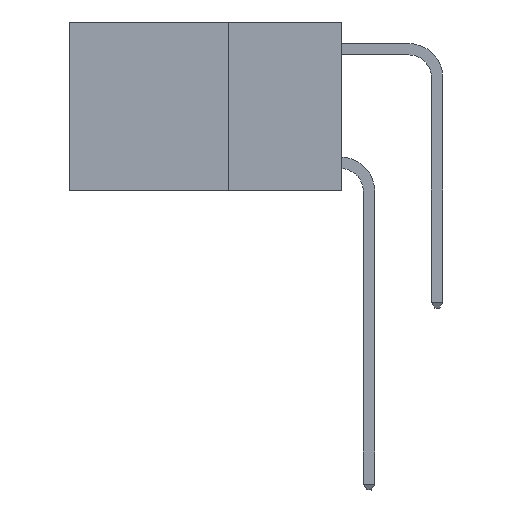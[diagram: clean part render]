
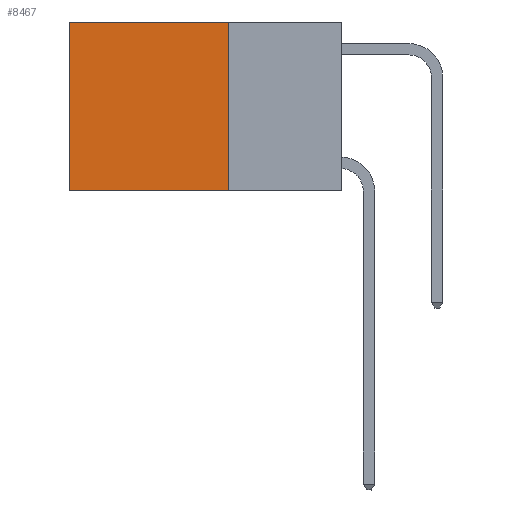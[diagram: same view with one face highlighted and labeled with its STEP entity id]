
A CAD part, left-side view. The second image highlights one B-rep face of the part: STEP entity #8467.
In plain terms, the highlighted planar face has unit normal (-1, 0, 0).
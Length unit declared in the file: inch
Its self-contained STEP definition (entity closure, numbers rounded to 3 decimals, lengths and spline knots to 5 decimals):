
#417 = EDGE_CURVE ( 'NONE', #6587, #12639, #7357, .T. ) ;
#1097 = LINE ( 'NONE', #8650, #16075 ) ;
#2697 = CARTESIAN_POINT ( 'NONE',  ( 0.2625, 0.25, 0. ) ) ;
#3800 = VECTOR ( 'NONE', #22647, 39.37008 ) ;
#4538 = EDGE_LOOP ( 'NONE', ( #19124, #16292, #18947, #13547 ) ) ;
#4851 = EDGE_CURVE ( 'NONE', #24554, #6587, #21171, .T. ) ;
#6291 = CARTESIAN_POINT ( 'NONE',  ( 0.2625, 0.25, 0. ) ) ;
#6339 = CARTESIAN_POINT ( 'NONE',  ( 0.2625, 0.6, 0. ) ) ;
#6587 = VERTEX_POINT ( 'NONE', #7069 ) ;
#7069 = CARTESIAN_POINT ( 'NONE',  ( 0.2625, 0.25, -0.37 ) ) ;
#7357 = LINE ( 'NONE', #15056, #3800 ) ;
#7636 = EDGE_CURVE ( 'NONE', #24554, #18465, #11035, .T. ) ;
#8281 = PLANE ( 'NONE',  #24014 ) ;
#8467 = ADVANCED_FACE ( 'NONE', ( #17947 ), #8281, .F. ) ;
#8650 = CARTESIAN_POINT ( 'NONE',  ( 0.2625, 0.6, 0. ) ) ;
#9864 = EDGE_CURVE ( 'NONE', #18465, #12639, #1097, .T. ) ;
#10237 = DIRECTION ( 'NONE',  ( 1., 0., 0. ) ) ;
#10379 = CARTESIAN_POINT ( 'NONE',  ( 0.2625, 0.25, 0. ) ) ;
#11035 = LINE ( 'NONE', #18617, #20160 ) ;
#11956 = DIRECTION ( 'NONE',  ( 0., 0., -1. ) ) ;
#12639 = VERTEX_POINT ( 'NONE', #20327 ) ;
#13547 = ORIENTED_EDGE ( 'NONE', *, *, #7636, .T. ) ;
#15056 = CARTESIAN_POINT ( 'NONE',  ( 0.2625, 0.25, -0.37 ) ) ;
#16075 = VECTOR ( 'NONE', #16230, 39.37008 ) ;
#16230 = DIRECTION ( 'NONE',  ( 0., 0., -1. ) ) ;
#16292 = ORIENTED_EDGE ( 'NONE', *, *, #417, .F. ) ;
#17832 = DIRECTION ( 'NONE',  ( 0., 0., -1. ) ) ;
#17947 = FACE_OUTER_BOUND ( 'NONE', #4538, .T. ) ;
#18465 = VERTEX_POINT ( 'NONE', #6339 ) ;
#18617 = CARTESIAN_POINT ( 'NONE',  ( 0.2625, 0.25, 0. ) ) ;
#18947 = ORIENTED_EDGE ( 'NONE', *, *, #4851, .F. ) ;
#19124 = ORIENTED_EDGE ( 'NONE', *, *, #9864, .T. ) ;
#20160 = VECTOR ( 'NONE', #22753, 39.37008 ) ;
#20327 = CARTESIAN_POINT ( 'NONE',  ( 0.2625, 0.6, -0.37 ) ) ;
#21171 = LINE ( 'NONE', #6291, #21225 ) ;
#21225 = VECTOR ( 'NONE', #11956, 39.37008 ) ;
#22647 = DIRECTION ( 'NONE',  ( 0., 1., 0. ) ) ;
#22753 = DIRECTION ( 'NONE',  ( 0., 1., 0. ) ) ;
#24014 = AXIS2_PLACEMENT_3D ( 'NONE', #2697, #10237, #17832 ) ;
#24554 = VERTEX_POINT ( 'NONE', #10379 ) ;
